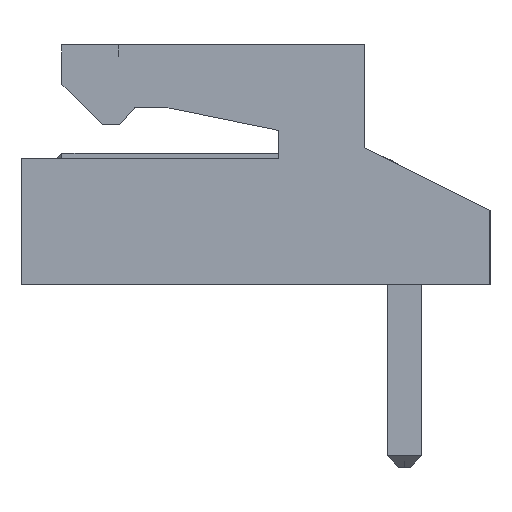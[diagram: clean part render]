
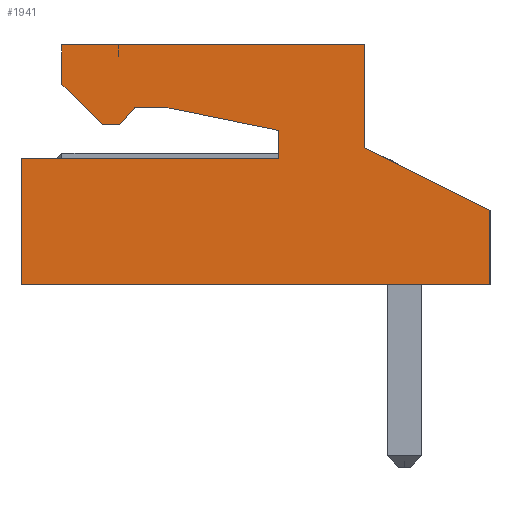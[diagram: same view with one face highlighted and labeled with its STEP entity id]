
A CAD part, left-side view. The second image highlights one B-rep face of the part: STEP entity #1941.
In plain terms, the highlighted face is planar.
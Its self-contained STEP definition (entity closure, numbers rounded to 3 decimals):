
#124 = LINE ( 'NONE', #19039, #4374 ) ;
#199 = EDGE_CURVE ( 'NONE', #377, #5427, #19561, .T. ) ;
#273 = VECTOR ( 'NONE', #13650, 1000. ) ;
#377 = VERTEX_POINT ( 'NONE', #21487 ) ;
#467 = LINE ( 'NONE', #21559, #6738 ) ;
#769 = EDGE_CURVE ( 'NONE', #5427, #7315, #22744, .T. ) ;
#1161 = CARTESIAN_POINT ( 'NONE',  ( 2.5, 1.3, -1.5 ) ) ;
#1212 = ORIENTED_EDGE ( 'NONE', *, *, #17381, .F. ) ;
#1490 = CARTESIAN_POINT ( 'NONE',  ( 2.5, 2.4, 0.7 ) ) ;
#1538 = VERTEX_POINT ( 'NONE', #11177 ) ;
#1675 = DIRECTION ( 'NONE',  ( 0., 1., 0. ) ) ;
#1941 = ADVANCED_FACE ( 'NONE', ( #18414 ), #6241, .F. ) ;
#2260 = DIRECTION ( 'NONE',  ( 0., 1., 0. ) ) ;
#2651 = VECTOR ( 'NONE', #6967, 1000. ) ;
#2785 = EDGE_CURVE ( 'NONE', #4873, #21002, #22583, .T. ) ;
#2837 = EDGE_LOOP ( 'NONE', ( #11724, #1212, #9068, #6635, #17310, #3205, #16432, #13822, #5251, #22432, #17601, #19816, #16749, #4678 ) ) ;
#2875 = DIRECTION ( 'NONE',  ( 0., -0.447, -0.894 ) ) ;
#2890 = CARTESIAN_POINT ( 'NONE',  ( 2.5, 0., 6.7 ) ) ;
#2945 = AXIS2_PLACEMENT_3D ( 'NONE', #21903, #13340, #11013 ) ;
#3148 = DIRECTION ( 'NONE',  ( 0., 0., 1. ) ) ;
#3157 = LINE ( 'NONE', #10245, #11633 ) ;
#3205 = ORIENTED_EDGE ( 'NONE', *, *, #20153, .F. ) ;
#3701 = DIRECTION ( 'NONE',  ( 0., 0.2, 0.98 ) ) ;
#3817 = VERTEX_POINT ( 'NONE', #17328 ) ;
#4112 = LINE ( 'NONE', #13064, #8522 ) ;
#4177 = DIRECTION ( 'NONE',  ( 0., 1., 0. ) ) ;
#4374 = VECTOR ( 'NONE', #3148, 1000. ) ;
#4678 = ORIENTED_EDGE ( 'NONE', *, *, #14811, .T. ) ;
#4873 = VERTEX_POINT ( 'NONE', #18608 ) ;
#4910 = CARTESIAN_POINT ( 'NONE',  ( 2.5, 2.8, 4.986 ) ) ;
#5045 = EDGE_CURVE ( 'NONE', #11181, #20069, #6042, .T. ) ;
#5100 = CARTESIAN_POINT ( 'NONE',  ( 2.5, 0., 6.7 ) ) ;
#5215 = EDGE_CURVE ( 'NONE', #21002, #20069, #16571, .T. ) ;
#5251 = ORIENTED_EDGE ( 'NONE', *, *, #199, .F. ) ;
#5427 = VERTEX_POINT ( 'NONE', #18021 ) ;
#5723 = CARTESIAN_POINT ( 'NONE',  ( 2.5, 4.2, 0.7 ) ) ;
#5891 = CARTESIAN_POINT ( 'NONE',  ( 2.5, 1.3, -1.5 ) ) ;
#6010 = DIRECTION ( 'NONE',  ( 0., 0., -1. ) ) ;
#6042 = LINE ( 'NONE', #2890, #16864 ) ;
#6241 = PLANE ( 'NONE',  #2945 ) ;
#6513 = VERTEX_POINT ( 'NONE', #5723 ) ;
#6635 = ORIENTED_EDGE ( 'NONE', *, *, #15241, .F. ) ;
#6738 = VECTOR ( 'NONE', #3701, 1000. ) ;
#6855 = CARTESIAN_POINT ( 'NONE',  ( 2.5, 2.2, 2.2 ) ) ;
#6967 = DIRECTION ( 'NONE',  ( 0., 1., 0. ) ) ;
#7315 = VERTEX_POINT ( 'NONE', #22106 ) ;
#8302 = LINE ( 'NONE', #12036, #20664 ) ;
#8308 = LINE ( 'NONE', #20482, #13365 ) ;
#8522 = VECTOR ( 'NONE', #21831, 1000. ) ;
#8884 = CARTESIAN_POINT ( 'NONE',  ( 2.5, 3.1, 4.16 ) ) ;
#8996 = CARTESIAN_POINT ( 'NONE',  ( 2.5, 0., 6.7 ) ) ;
#9068 = ORIENTED_EDGE ( 'NONE', *, *, #13706, .F. ) ;
#9221 = LINE ( 'NONE', #8996, #14789 ) ;
#9726 = CARTESIAN_POINT ( 'NONE',  ( 2.5, 3.5, 6. ) ) ;
#10070 = EDGE_CURVE ( 'NONE', #7315, #15022, #467, .T. ) ;
#10141 = DIRECTION ( 'NONE',  ( 0., -0.75, 0.661 ) ) ;
#10245 = CARTESIAN_POINT ( 'NONE',  ( 2.5, 2.8, 4.986 ) ) ;
#11013 = DIRECTION ( 'NONE',  ( 0., -1., 0. ) ) ;
#11177 = CARTESIAN_POINT ( 'NONE',  ( 2.5, 3.1, 4.721 ) ) ;
#11181 = VERTEX_POINT ( 'NONE', #5100 ) ;
#11633 = VECTOR ( 'NONE', #10141, 1000. ) ;
#11724 = ORIENTED_EDGE ( 'NONE', *, *, #21442, .F. ) ;
#12036 = CARTESIAN_POINT ( 'NONE',  ( 2.5, 4.2, 6. ) ) ;
#12614 = VECTOR ( 'NONE', #16681, 1000. ) ;
#13064 = CARTESIAN_POINT ( 'NONE',  ( 2.5, 2.8, 5.286 ) ) ;
#13137 = DIRECTION ( 'NONE',  ( 0., 0., -1. ) ) ;
#13340 = DIRECTION ( 'NONE',  ( -1., 0., 0. ) ) ;
#13365 = VECTOR ( 'NONE', #6010, 1000. ) ;
#13650 = DIRECTION ( 'NONE',  ( 0., 0.7, 0.714 ) ) ;
#13706 = EDGE_CURVE ( 'NONE', #3817, #21294, #15379, .T. ) ;
#13808 = VERTEX_POINT ( 'NONE', #19084 ) ;
#13822 = ORIENTED_EDGE ( 'NONE', *, *, #769, .F. ) ;
#14789 = VECTOR ( 'NONE', #2260, 1000. ) ;
#14811 = EDGE_CURVE ( 'NONE', #4873, #6513, #16892, .T. ) ;
#14817 = VECTOR ( 'NONE', #4177, 1000. ) ;
#15022 = VERTEX_POINT ( 'NONE', #8884 ) ;
#15241 = EDGE_CURVE ( 'NONE', #18657, #3817, #4112, .T. ) ;
#15379 = LINE ( 'NONE', #9726, #273 ) ;
#16230 = DIRECTION ( 'NONE',  ( 0., 0., -1. ) ) ;
#16354 = CARTESIAN_POINT ( 'NONE',  ( 2.5, 2.2, 6.7 ) ) ;
#16432 = ORIENTED_EDGE ( 'NONE', *, *, #10070, .F. ) ;
#16571 = LINE ( 'NONE', #5891, #12614 ) ;
#16681 = DIRECTION ( 'NONE',  ( 0., -1., 0. ) ) ;
#16749 = ORIENTED_EDGE ( 'NONE', *, *, #2785, .F. ) ;
#16864 = VECTOR ( 'NONE', #13137, 1000. ) ;
#16892 = LINE ( 'NONE', #20032, #14817 ) ;
#17310 = ORIENTED_EDGE ( 'NONE', *, *, #22296, .F. ) ;
#17328 = CARTESIAN_POINT ( 'NONE',  ( 2.5, 2.8, 5.286 ) ) ;
#17381 = EDGE_CURVE ( 'NONE', #21294, #13808, #8302, .T. ) ;
#17486 = EDGE_CURVE ( 'NONE', #11181, #377, #9221, .T. ) ;
#17601 = ORIENTED_EDGE ( 'NONE', *, *, #5045, .T. ) ;
#18021 = CARTESIAN_POINT ( 'NONE',  ( 2.5, 2.2, 2.2 ) ) ;
#18414 = FACE_OUTER_BOUND ( 'NONE', #2837, .T. ) ;
#18608 = CARTESIAN_POINT ( 'NONE',  ( 2.5, 2.4, 0.7 ) ) ;
#18657 = VERTEX_POINT ( 'NONE', #4910 ) ;
#19039 = CARTESIAN_POINT ( 'NONE',  ( 2.5, 3.1, 4.721 ) ) ;
#19084 = CARTESIAN_POINT ( 'NONE',  ( 2.5, 4.2, 6. ) ) ;
#19561 = LINE ( 'NONE', #16354, #22194 ) ;
#19816 = ORIENTED_EDGE ( 'NONE', *, *, #5215, .F. ) ;
#20032 = CARTESIAN_POINT ( 'NONE',  ( 2.5, 0., 0.7 ) ) ;
#20069 = VERTEX_POINT ( 'NONE', #20752 ) ;
#20153 = EDGE_CURVE ( 'NONE', #15022, #1538, #124, .T. ) ;
#20482 = CARTESIAN_POINT ( 'NONE',  ( 2.5, 4.2, 6.7 ) ) ;
#20664 = VECTOR ( 'NONE', #1675, 1000. ) ;
#20752 = CARTESIAN_POINT ( 'NONE',  ( 2.5, 0., -1.5 ) ) ;
#21002 = VERTEX_POINT ( 'NONE', #1161 ) ;
#21294 = VERTEX_POINT ( 'NONE', #21412 ) ;
#21412 = CARTESIAN_POINT ( 'NONE',  ( 2.5, 3.5, 6. ) ) ;
#21442 = EDGE_CURVE ( 'NONE', #13808, #6513, #8308, .T. ) ;
#21487 = CARTESIAN_POINT ( 'NONE',  ( 2.5, 2.2, 6.7 ) ) ;
#21559 = CARTESIAN_POINT ( 'NONE',  ( 2.5, 2.7, 2.2 ) ) ;
#21831 = DIRECTION ( 'NONE',  ( 0., 0., 1. ) ) ;
#21903 = CARTESIAN_POINT ( 'NONE',  ( 2.5, 0., 6.7 ) ) ;
#22106 = CARTESIAN_POINT ( 'NONE',  ( 2.5, 2.7, 2.2 ) ) ;
#22194 = VECTOR ( 'NONE', #16230, 1000. ) ;
#22214 = VECTOR ( 'NONE', #2875, 1000. ) ;
#22296 = EDGE_CURVE ( 'NONE', #1538, #18657, #3157, .T. ) ;
#22432 = ORIENTED_EDGE ( 'NONE', *, *, #17486, .F. ) ;
#22583 = LINE ( 'NONE', #1490, #22214 ) ;
#22744 = LINE ( 'NONE', #6855, #2651 ) ;
